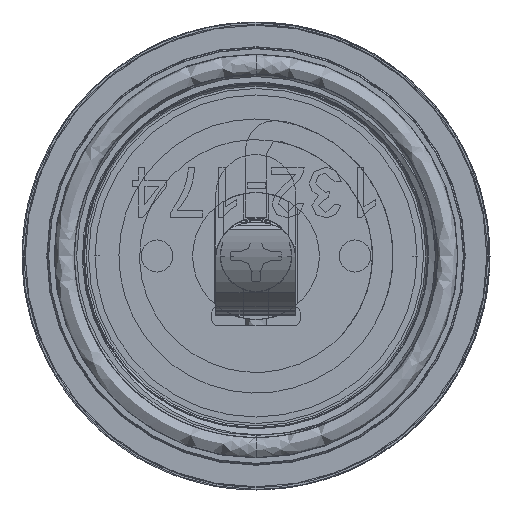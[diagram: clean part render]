
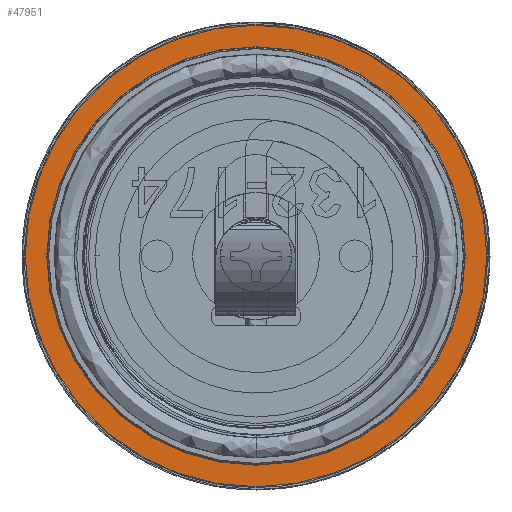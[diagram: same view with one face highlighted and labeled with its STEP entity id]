
A CAD part, front view. The second image highlights one B-rep face of the part: STEP entity #47951.
In plain terms, the highlighted planar face has unit normal (0, -1, 0).
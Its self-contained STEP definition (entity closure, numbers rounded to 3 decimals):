
#751 = CARTESIAN_POINT ( 'NONE',  ( 0., 0., -18.2 ) ) ;
#7285 = CARTESIAN_POINT ( 'NONE',  ( 0., 0., 0. ) ) ;
#9163 = ORIENTED_EDGE ( 'NONE', *, *, #65960, .T. ) ;
#11987 = CARTESIAN_POINT ( 'NONE',  ( 0., 0., 0. ) ) ;
#12643 = DIRECTION ( 'NONE',  ( 0., -1., 0. ) ) ;
#17600 = EDGE_CURVE ( 'NONE', #25922, #84935, #39283, .T. ) ;
#18340 = CIRCLE ( 'NONE', #69247, 16.47 ) ;
#19521 = DIRECTION ( 'NONE',  ( 0., 1., 0. ) ) ;
#19612 = DIRECTION ( 'NONE',  ( 0., 1., 0. ) ) ;
#21367 = DIRECTION ( 'NONE',  ( 0., -1., 0. ) ) ;
#21918 = AXIS2_PLACEMENT_3D ( 'NONE', #7285, #12643, #27222 ) ;
#24715 = CIRCLE ( 'NONE', #21918, 18.2 ) ;
#25922 = VERTEX_POINT ( 'NONE', #55829 ) ;
#27222 = DIRECTION ( 'NONE',  ( 0., 0., -1. ) ) ;
#29980 = CARTESIAN_POINT ( 'NONE',  ( 0., 0., -16.47 ) ) ;
#30653 = ORIENTED_EDGE ( 'NONE', *, *, #17600, .T. ) ;
#34247 = AXIS2_PLACEMENT_3D ( 'NONE', #48407, #21367, #82953 ) ;
#34407 = EDGE_CURVE ( 'NONE', #84935, #25922, #18340, .T. ) ;
#35658 = CIRCLE ( 'NONE', #34247, 18.2 ) ;
#38964 = VERTEX_POINT ( 'NONE', #751 ) ;
#39283 = CIRCLE ( 'NONE', #54846, 16.47 ) ;
#41468 = VERTEX_POINT ( 'NONE', #83409 ) ;
#42242 = EDGE_LOOP ( 'NONE', ( #78499, #30653 ) ) ;
#47179 = EDGE_LOOP ( 'NONE', ( #83687, #9163 ) ) ;
#47951 = ADVANCED_FACE ( 'NONE', ( #83257, #76612 ), #77046, .T. ) ;
#48407 = CARTESIAN_POINT ( 'NONE',  ( 0., 0., 0. ) ) ;
#54598 = CARTESIAN_POINT ( 'NONE',  ( 0., 0., 0. ) ) ;
#54846 = AXIS2_PLACEMENT_3D ( 'NONE', #54598, #19612, #68294 ) ;
#55829 = CARTESIAN_POINT ( 'NONE',  ( 0., 0., 16.47 ) ) ;
#65044 = DIRECTION ( 'NONE',  ( 0., -1., 0. ) ) ;
#65960 = EDGE_CURVE ( 'NONE', #41468, #38964, #35658, .T. ) ;
#68294 = DIRECTION ( 'NONE',  ( 0., 0., -1. ) ) ;
#69247 = AXIS2_PLACEMENT_3D ( 'NONE', #11987, #19521, #79787 ) ;
#69817 = AXIS2_PLACEMENT_3D ( 'NONE', #85450, #65044, #78803 ) ;
#76612 = FACE_OUTER_BOUND ( 'NONE', #47179, .T. ) ;
#77046 = PLANE ( 'NONE',  #69817 ) ;
#78499 = ORIENTED_EDGE ( 'NONE', *, *, #34407, .T. ) ;
#78803 = DIRECTION ( 'NONE',  ( 0., 0., -1. ) ) ;
#79787 = DIRECTION ( 'NONE',  ( 0., 0., -1. ) ) ;
#82953 = DIRECTION ( 'NONE',  ( 0., 0., -1. ) ) ;
#83257 = FACE_BOUND ( 'NONE', #42242, .T. ) ;
#83409 = CARTESIAN_POINT ( 'NONE',  ( 0., 0., 18.2 ) ) ;
#83687 = ORIENTED_EDGE ( 'NONE', *, *, #84595, .T. ) ;
#84595 = EDGE_CURVE ( 'NONE', #38964, #41468, #24715, .T. ) ;
#84935 = VERTEX_POINT ( 'NONE', #29980 ) ;
#85450 = CARTESIAN_POINT ( 'NONE',  ( 18.2, 0., 0. ) ) ;
